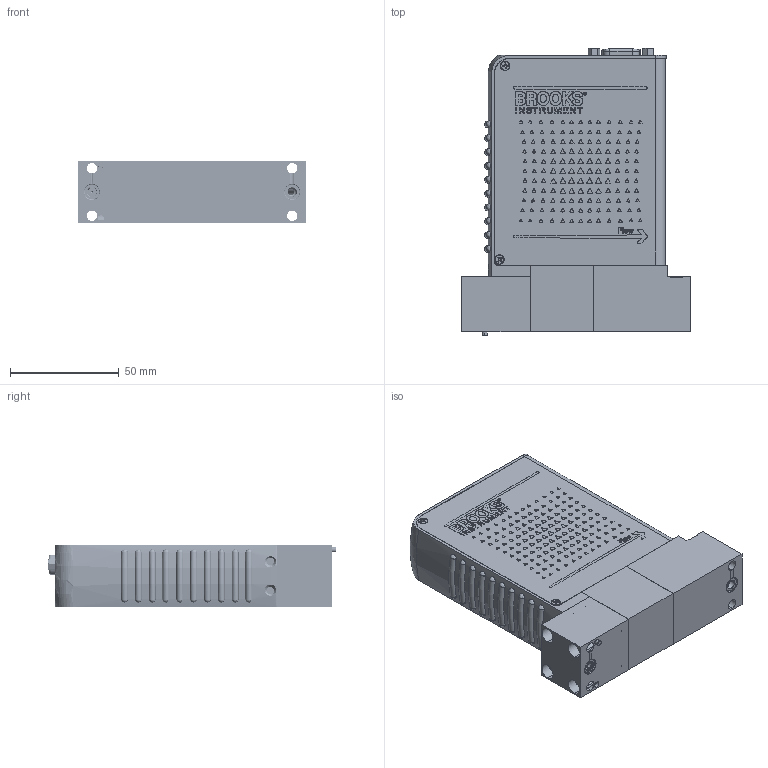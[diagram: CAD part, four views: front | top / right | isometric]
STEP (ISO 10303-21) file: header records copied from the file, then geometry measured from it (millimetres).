
FILE_DESCRIPTION (( 'STEP AP214' ), '1' );
FILE_NAME ('GP200-CSEAL-PY-ANALOG.STEP', '2021-08-02T21:21:03', ( '' ), ( '' ), 'SwSTEP 2.0', 'SolidWorks 2020', '' );
FILE_SCHEMA (( 'AUTOMOTIVE_DESIGN' ));
Length unit declared in the file: inch
Products named in the file (1): GP200-CSEAL-PY-ANALOG
Bounding box: 104.95 x 132.11 x 28.45 mm (x, y, z)
Volume: 117560.1 mm3; surface area: 79702.4 mm2
Topology: 47 solids, 48 shells, 7893 faces, 21906 edges, 14415 vertices
Faces by surface type: cylinder 4451, plane 2584, bspline 513, cone 218, torus 87, sphere 40
Entity records: 301605 total; most frequent: CARTESIAN_POINT 81000, DIRECTION 44620, ORIENTED_EDGE 43732, EDGE_CURVE 21866, AXIS2_PLACEMENT_3D 16834, VERTEX_POINT 14415, VECTOR 10952, LINE 10952
